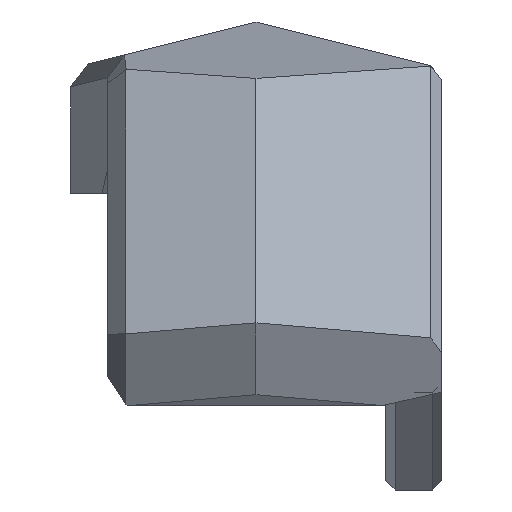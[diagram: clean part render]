
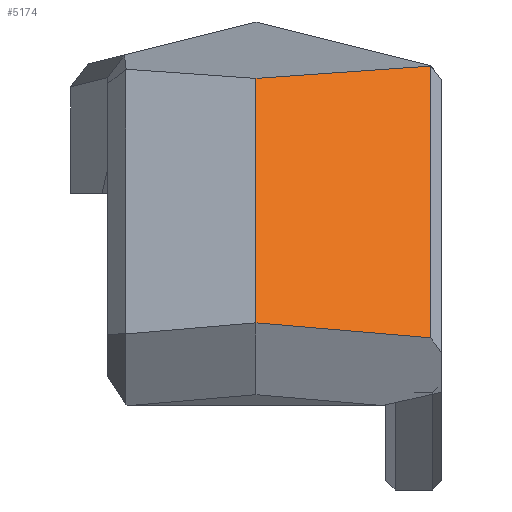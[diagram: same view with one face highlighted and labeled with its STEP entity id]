
A CAD part, left-side view. The second image highlights one B-rep face of the part: STEP entity #5174.
In plain terms, the highlighted planar face has unit normal (-0.912, -0.242, 0.332).
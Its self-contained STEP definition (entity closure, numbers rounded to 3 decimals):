
#198=PLANE('',#5495);
#451=FACE_OUTER_BOUND('',#745,.T.);
#745=EDGE_LOOP('',(#4201,#4202,#4203,#4204));
#1234=LINE('',#7787,#1891);
#1238=LINE('',#7794,#1895);
#1245=LINE('',#7809,#1902);
#1249=LINE('',#7816,#1906);
#1891=VECTOR('',#6327,10.);
#1895=VECTOR('',#6333,10.);
#1902=VECTOR('',#6346,10.);
#1906=VECTOR('',#6352,10.);
#2524=VERTEX_POINT('',#7784);
#2525=VERTEX_POINT('',#7786);
#2527=VERTEX_POINT('',#7792);
#2532=VERTEX_POINT('',#7808);
#3122=EDGE_CURVE('',#2524,#2525,#1234,.T.);
#3126=EDGE_CURVE('',#2524,#2527,#1238,.T.);
#3133=EDGE_CURVE('',#2525,#2532,#1245,.T.);
#3137=EDGE_CURVE('',#2532,#2527,#1249,.T.);
#4201=ORIENTED_EDGE('',*,*,#3122,.F.);
#4202=ORIENTED_EDGE('',*,*,#3126,.T.);
#4203=ORIENTED_EDGE('',*,*,#3137,.F.);
#4204=ORIENTED_EDGE('',*,*,#3133,.F.);
#5174=ADVANCED_FACE('',(#451),#198,.T.);
#5495=AXIS2_PLACEMENT_3D('',#7815,#6350,#6351);
#6327=DIRECTION('',(-0.342,0.,-0.94));
#6333=DIRECTION('',(-0.279,0.958,-0.067));
#6346=DIRECTION('',(-0.228,0.97,0.083));
#6350=DIRECTION('center_axis',(-0.912,-0.243,0.332));
#6351=DIRECTION('ref_axis',(0.228,-0.97,-0.083));
#6352=DIRECTION('',(0.342,0.,0.94));
#7784=CARTESIAN_POINT('',(-26.677,-9.668,4.311));
#7786=CARTESIAN_POINT('',(-32.011,-9.668,-10.344));
#7787=CARTESIAN_POINT('',(-29.906,-9.668,-4.562));
#7792=CARTESIAN_POINT('',(-29.423,-0.25,3.649));
#7794=CARTESIAN_POINT('',(-29.551,0.189,3.618));
#7808=CARTESIAN_POINT('',(-34.223,-0.25,-9.538));
#7809=CARTESIAN_POINT('',(-33.393,-3.781,-9.84));
#7815=CARTESIAN_POINT('Origin',(-35.249,-0.25,-12.357));
#7816=CARTESIAN_POINT('',(-35.249,-0.25,-12.357));
